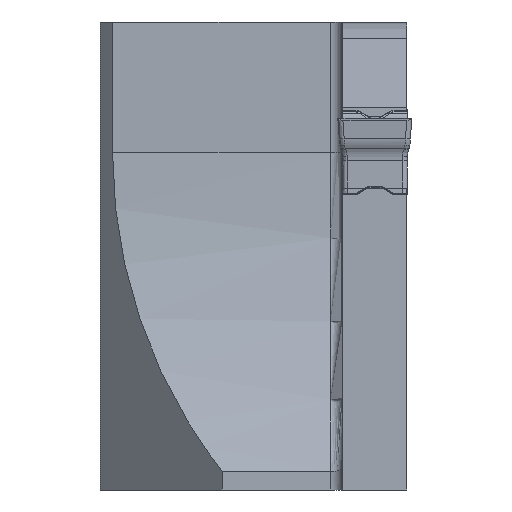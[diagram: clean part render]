
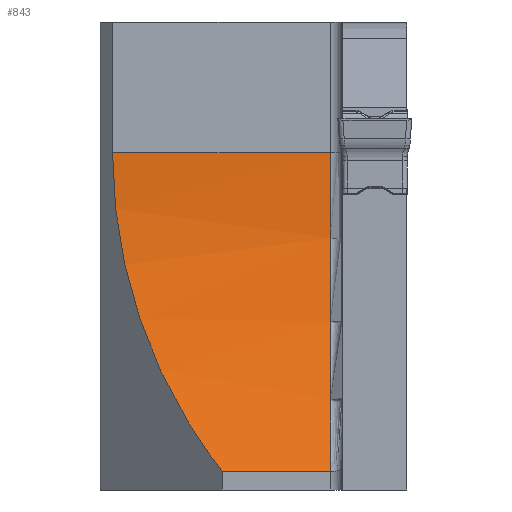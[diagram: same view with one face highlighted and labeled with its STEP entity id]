
A CAD part, front view. The second image highlights one B-rep face of the part: STEP entity #843.
In plain terms, the highlighted cylindrical face has radius 42.07 mm (diameter 84.14 mm), a partial arc.
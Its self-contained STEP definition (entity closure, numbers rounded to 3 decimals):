
#612=CYLINDRICAL_SURFACE('',#4967,42.07);
#676=ELLIPSE('',#4951,59.496,42.07);
#682=CIRCLE('',#4966,42.07);
#843=ADVANCED_FACE('',(#1215),#612,.F.);
#1215=FACE_OUTER_BOUND('',#1521,.T.);
#1521=EDGE_LOOP('',(#1914,#1915,#1916,#1917));
#1914=ORIENTED_EDGE('',*,*,#3797,.F.);
#1915=ORIENTED_EDGE('',*,*,#3798,.T.);
#1916=ORIENTED_EDGE('',*,*,#3753,.F.);
#1917=ORIENTED_EDGE('',*,*,#3770,.T.);
#3312=VERTEX_POINT('',#6085);
#3313=VERTEX_POINT('',#6086);
#3326=VERTEX_POINT('',#6119);
#3339=VERTEX_POINT('',#6169);
#3753=EDGE_CURVE('',#3312,#3313,#4494,.T.);
#3770=EDGE_CURVE('',#3312,#3326,#676,.T.);
#3797=EDGE_CURVE('',#3339,#3326,#4533,.T.);
#3798=EDGE_CURVE('',#3339,#3313,#682,.T.);
#4494=LINE('',#6084,#4719);
#4533=LINE('',#6170,#4758);
#4719=VECTOR('',#5255,1.);
#4758=VECTOR('',#5332,1.);
#4951=AXIS2_PLACEMENT_3D('',#6118,#5280,#5281);
#4966=AXIS2_PLACEMENT_3D('',#6172,#5335,#5336);
#4967=AXIS2_PLACEMENT_3D('',#6173,#5337,#5338);
#5255=DIRECTION('',(1.,0.,0.));
#5280=DIRECTION('',(-0.707,-0.707,0.));
#5281=DIRECTION('',(-0.707,0.707,0.));
#5332=DIRECTION('',(-1.,0.,0.));
#5335=DIRECTION('',(1.,0.,0.));
#5336=DIRECTION('',(0.,1.,0.));
#5337=DIRECTION('',(-1.,0.,0.));
#5338=DIRECTION('',(0.,0.,1.));
#6084=CARTESIAN_POINT('',(24.53,-137.,22.4));
#6085=CARTESIAN_POINT('',(1.,-137.,22.4));
#6086=CARTESIAN_POINT('',(18.7,-137.,22.4));
#6118=CARTESIAN_POINT('',(43.07,-179.07,22.4));
#6119=CARTESIAN_POINT('',(9.918,-145.918,-3.5));
#6169=CARTESIAN_POINT('',(18.7,-145.918,-3.5));
#6170=CARTESIAN_POINT('',(24.53,-145.918,-3.5));
#6172=CARTESIAN_POINT('',(18.7,-179.07,22.4));
#6173=CARTESIAN_POINT('',(24.53,-179.07,22.4));
